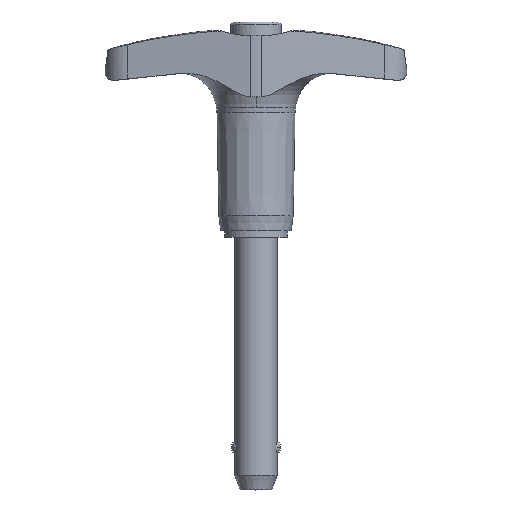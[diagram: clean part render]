
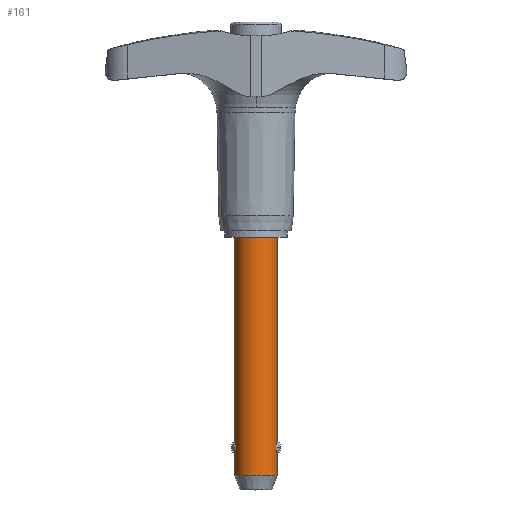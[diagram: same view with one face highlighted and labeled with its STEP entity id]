
A CAD part, top view. The second image highlights one B-rep face of the part: STEP entity #161.
In plain terms, the highlighted cylindrical face has radius 3.175 mm (diameter 6.35 mm), a partial arc.
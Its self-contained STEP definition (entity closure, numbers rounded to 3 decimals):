
#161=ADVANCED_FACE('',(#364),#365,.T.);
#364=FACE_OUTER_BOUND('',#603,.T.);
#365=CYLINDRICAL_SURFACE('',#604,3.175);
#603=EDGE_LOOP('',(#1045,#1046,#1047,#1048,#1049,#1050,#1051,#1052,#1053,#1054));
#604=AXIS2_PLACEMENT_3D('',#1055,#1056,#1057);
#1045=ORIENTED_EDGE('',*,*,#1627,.T.);
#1046=ORIENTED_EDGE('',*,*,#1628,.T.);
#1047=ORIENTED_EDGE('',*,*,#1629,.T.);
#1048=ORIENTED_EDGE('',*,*,#1630,.T.);
#1049=ORIENTED_EDGE('',*,*,#1474,.F.);
#1050=ORIENTED_EDGE('',*,*,#1631,.T.);
#1051=ORIENTED_EDGE('',*,*,#1632,.T.);
#1052=ORIENTED_EDGE('',*,*,#1600,.T.);
#1053=ORIENTED_EDGE('',*,*,#1633,.T.);
#1054=ORIENTED_EDGE('',*,*,#1552,.T.);
#1055=CARTESIAN_POINT('',(0.0,-18.923,0.0));
#1056=DIRECTION('',(-0.0,1.0,0.0));
#1057=DIRECTION('',(1.0,0.0,0.0));
#1474=EDGE_CURVE('',#1773,#1772,#1775,.T.);
#1552=EDGE_CURVE('',#1911,#1909,#1912,.T.);
#1600=EDGE_CURVE('',#1980,#1983,#1985,.T.);
#1627=EDGE_CURVE('',#1909,#2022,#2023,.T.);
#1628=EDGE_CURVE('',#2022,#2024,#2025,.T.);
#1629=EDGE_CURVE('',#2024,#2026,#2027,.T.);
#1630=EDGE_CURVE('',#2026,#1772,#2028,.T.);
#1631=EDGE_CURVE('',#1773,#2029,#2030,.T.);
#1632=EDGE_CURVE('',#2029,#1980,#2031,.T.);
#1633=EDGE_CURVE('',#1983,#1911,#2032,.T.);
#1772=VERTEX_POINT('',#2278);
#1773=VERTEX_POINT('',#2279);
#1775=CIRCLE('',#2281,3.175);
#1909=VERTEX_POINT('',#2997);
#1911=VERTEX_POINT('',#3000);
#1912=CIRCLE('',#3001,3.175);
#1980=VERTEX_POINT('',#3280);
#1983=VERTEX_POINT('',#3283);
#1985=B_SPLINE_CURVE_WITH_KNOTS('',3,(#3298,#3299,#3300,#3301,#3302,#3303,#3304,#3305,#3306,#3307,#3308,#3309,#3310,#3311),.UNSPECIFIED.,.F.,.F.,(4,2,2,2,2,2,4),(0.0,0.342,0.684,0.852,1.02,1.311,1.601),.UNSPECIFIED.);
#2022=VERTEX_POINT('',#3367);
#2023=LINE('',#3368,#3369);
#2024=VERTEX_POINT('',#3370);
#2025=B_SPLINE_CURVE_WITH_KNOTS('',3,(#3371,#3372,#3373,#3374,#3375,#3376,#3377,#3378,#3379,#3380,#3381,#3382,#3383,#3384),.UNSPECIFIED.,.F.,.F.,(4,2,2,2,2,2,4),(1.601,1.892,2.183,2.351,2.519,2.861,3.203),.UNSPECIFIED.);
#2026=VERTEX_POINT('',#3385);
#2027=B_SPLINE_CURVE_WITH_KNOTS('',3,(#3386,#3387,#3388,#3389,#3390,#3391,#3392,#3393,#3394,#3395,#3396,#3397,#3398,#3399),.UNSPECIFIED.,.F.,.F.,(4,2,2,2,2,2,4),(3.203,3.545,3.887,4.055,4.223,4.514,4.804),.UNSPECIFIED.);
#2028=LINE('',#3400,#3401);
#2029=VERTEX_POINT('',#3402);
#2030=LINE('',#3403,#3404);
#2031=B_SPLINE_CURVE_WITH_KNOTS('',3,(#3405,#3406,#3407,#3408,#3409,#3410,#3411,#3412,#3413,#3414,#3415,#3416,#3417,#3418),.UNSPECIFIED.,.F.,.F.,(4,2,2,2,2,2,4),(4.804,5.095,5.386,5.554,5.722,6.064,6.406),.UNSPECIFIED.);
#2032=LINE('',#3419,#3420);
#2278=CARTESIAN_POINT('',(3.175,0.0,0.0));
#2279=CARTESIAN_POINT('',(-3.175,0.0,0.));
#2281=AXIS2_PLACEMENT_3D('',#3882,#3883,#3884);
#2997=CARTESIAN_POINT('',(3.175,-35.636,0.0));
#3000=CARTESIAN_POINT('',(-3.175,-35.636,0.));
#3001=AXIS2_PLACEMENT_3D('',#3947,#3948,#3949);
#3280=CARTESIAN_POINT('',(-2.97,-31.476,1.123));
#3283=CARTESIAN_POINT('',(-3.175,-32.473,0.));
#3298=CARTESIAN_POINT('',(-2.97,-31.476,1.123));
#3299=CARTESIAN_POINT('',(-2.97,-31.59,1.123));
#3300=CARTESIAN_POINT('',(-2.979,-31.711,1.1));
#3301=CARTESIAN_POINT('',(-3.011,-31.934,1.01));
#3302=CARTESIAN_POINT('',(-3.033,-32.036,0.942));
#3303=CARTESIAN_POINT('',(-3.065,-32.158,0.828));
#3304=CARTESIAN_POINT('',(-3.077,-32.198,0.783));
#3305=CARTESIAN_POINT('',(-3.1,-32.271,0.687));
#3306=CARTESIAN_POINT('',(-3.111,-32.303,0.636));
#3307=CARTESIAN_POINT('',(-3.136,-32.375,0.503));
#3308=CARTESIAN_POINT('',(-3.151,-32.412,0.405));
#3309=CARTESIAN_POINT('',(-3.17,-32.462,0.202));
#3310=CARTESIAN_POINT('',(-3.175,-32.473,0.097));
#3311=CARTESIAN_POINT('',(-3.175,-32.473,0.));
#3367=CARTESIAN_POINT('',(3.175,-32.473,0.));
#3368=CARTESIAN_POINT('',(3.175,-18.923,0.));
#3369=VECTOR('',#4039,1.0);
#3370=CARTESIAN_POINT('',(2.97,-31.476,1.123));
#3371=CARTESIAN_POINT('',(3.175,-32.473,0.));
#3372=CARTESIAN_POINT('',(3.175,-32.473,0.097));
#3373=CARTESIAN_POINT('',(3.17,-32.462,0.202));
#3374=CARTESIAN_POINT('',(3.151,-32.412,0.405));
#3375=CARTESIAN_POINT('',(3.136,-32.375,0.503));
#3376=CARTESIAN_POINT('',(3.111,-32.303,0.636));
#3377=CARTESIAN_POINT('',(3.1,-32.271,0.687));
#3378=CARTESIAN_POINT('',(3.077,-32.198,0.783));
#3379=CARTESIAN_POINT('',(3.065,-32.158,0.828));
#3380=CARTESIAN_POINT('',(3.033,-32.036,0.942));
#3381=CARTESIAN_POINT('',(3.011,-31.934,1.01));
#3382=CARTESIAN_POINT('',(2.979,-31.711,1.1));
#3383=CARTESIAN_POINT('',(2.97,-31.59,1.123));
#3384=CARTESIAN_POINT('',(2.97,-31.476,1.123));
#3385=CARTESIAN_POINT('',(3.175,-30.48,0.));
#3386=CARTESIAN_POINT('',(2.97,-31.476,1.123));
#3387=CARTESIAN_POINT('',(2.97,-31.362,1.123));
#3388=CARTESIAN_POINT('',(2.979,-31.241,1.1));
#3389=CARTESIAN_POINT('',(3.011,-31.019,1.01));
#3390=CARTESIAN_POINT('',(3.033,-30.917,0.942));
#3391=CARTESIAN_POINT('',(3.065,-30.795,0.828));
#3392=CARTESIAN_POINT('',(3.077,-30.755,0.783));
#3393=CARTESIAN_POINT('',(3.1,-30.682,0.687));
#3394=CARTESIAN_POINT('',(3.111,-30.649,0.636));
#3395=CARTESIAN_POINT('',(3.136,-30.578,0.503));
#3396=CARTESIAN_POINT('',(3.151,-30.541,0.405));
#3397=CARTESIAN_POINT('',(3.17,-30.491,0.202));
#3398=CARTESIAN_POINT('',(3.175,-30.48,0.097));
#3399=CARTESIAN_POINT('',(3.175,-30.48,0.));
#3400=CARTESIAN_POINT('',(3.175,-18.923,0.));
#3401=VECTOR('',#4040,1.0);
#3402=CARTESIAN_POINT('',(-3.175,-30.48,0.));
#3403=CARTESIAN_POINT('',(-3.175,-18.923,0.));
#3404=VECTOR('',#4041,1.0);
#3405=CARTESIAN_POINT('',(-3.175,-30.48,0.));
#3406=CARTESIAN_POINT('',(-3.175,-30.48,0.097));
#3407=CARTESIAN_POINT('',(-3.17,-30.491,0.202));
#3408=CARTESIAN_POINT('',(-3.151,-30.541,0.405));
#3409=CARTESIAN_POINT('',(-3.136,-30.578,0.503));
#3410=CARTESIAN_POINT('',(-3.111,-30.649,0.636));
#3411=CARTESIAN_POINT('',(-3.1,-30.682,0.687));
#3412=CARTESIAN_POINT('',(-3.077,-30.755,0.783));
#3413=CARTESIAN_POINT('',(-3.065,-30.795,0.828));
#3414=CARTESIAN_POINT('',(-3.033,-30.917,0.942));
#3415=CARTESIAN_POINT('',(-3.011,-31.019,1.01));
#3416=CARTESIAN_POINT('',(-2.979,-31.241,1.1));
#3417=CARTESIAN_POINT('',(-2.97,-31.362,1.123));
#3418=CARTESIAN_POINT('',(-2.97,-31.476,1.123));
#3419=CARTESIAN_POINT('',(-3.175,-18.923,0.));
#3420=VECTOR('',#4042,1.0);
#3882=CARTESIAN_POINT('',(0.0,0.0,0.0));
#3883=DIRECTION('',(-0.0,1.0,0.0));
#3884=DIRECTION('',(1.0,0.0,0.0));
#3947=CARTESIAN_POINT('',(0.0,-35.636,0.0));
#3948=DIRECTION('',(0.,1.0,0.0));
#3949=DIRECTION('',(1.0,0.,0.0));
#4039=DIRECTION('',(0.0,1.0,0.0));
#4040=DIRECTION('',(0.0,1.0,0.0));
#4041=DIRECTION('',(-0.0,-1.0,-0.0));
#4042=DIRECTION('',(-0.0,-1.0,-0.0));
